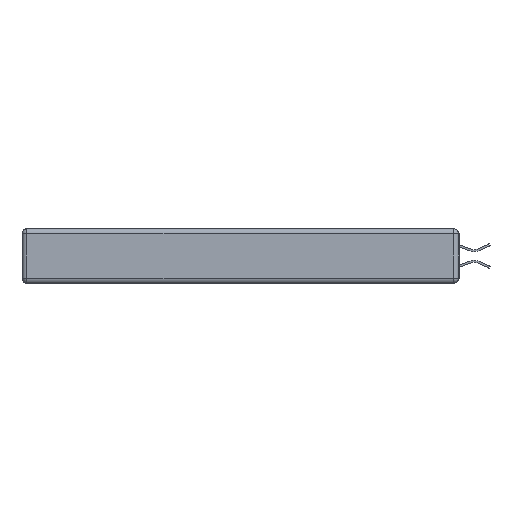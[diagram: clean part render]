
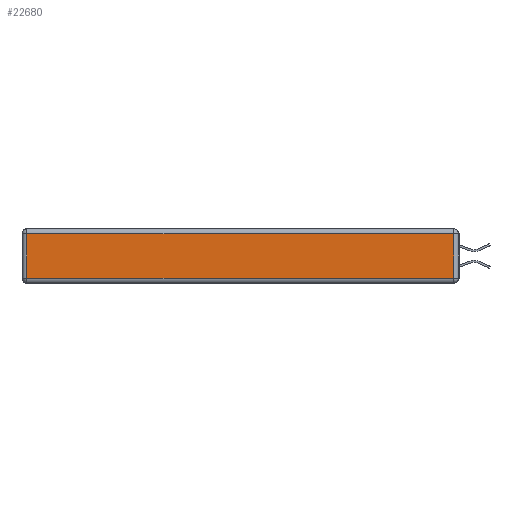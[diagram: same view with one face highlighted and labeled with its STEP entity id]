
A CAD part, left-side view. The second image highlights one B-rep face of the part: STEP entity #22680.
In plain terms, the highlighted planar face has unit normal (-1, 0, 0).
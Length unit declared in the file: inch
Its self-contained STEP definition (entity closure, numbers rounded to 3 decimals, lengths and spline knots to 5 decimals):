
#293 = CARTESIAN_POINT ( 'NONE',  ( 0., 0.03, -0.343 ) ) ;
#2070 = ORIENTED_EDGE ( 'NONE', *, *, #24920, .T. ) ;
#2737 = CARTESIAN_POINT ( 'NONE',  ( 0., 0., -0.343 ) ) ;
#3174 = VECTOR ( 'NONE', #32499, 39.37008 ) ;
#4227 = CARTESIAN_POINT ( 'NONE',  ( 0., 0.03, -0.03 ) ) ;
#4378 = FACE_OUTER_BOUND ( 'NONE', #22946, .T. ) ;
#5502 = AXIS2_PLACEMENT_3D ( 'NONE', #2737, #23466, #13050 ) ;
#5909 = LINE ( 'NONE', #32303, #9450 ) ;
#7504 = VERTEX_POINT ( 'NONE', #4227 ) ;
#8808 = EDGE_CURVE ( 'NONE', #31844, #7504, #16902, .T. ) ;
#9287 = CARTESIAN_POINT ( 'NONE',  ( 0., 2.72, -0.313 ) ) ;
#9450 = VECTOR ( 'NONE', #11899, 39.37008 ) ;
#10396 = CARTESIAN_POINT ( 'NONE',  ( 0., 2.72, -0.03 ) ) ;
#11899 = DIRECTION ( 'NONE',  ( 0., -1., 0. ) ) ;
#12176 = CARTESIAN_POINT ( 'NONE',  ( 0., 0.03, -0.313 ) ) ;
#12810 = ORIENTED_EDGE ( 'NONE', *, *, #22811, .T. ) ;
#12878 = VECTOR ( 'NONE', #18215, 39.37008 ) ;
#13050 = DIRECTION ( 'NONE',  ( 0., 0., 1. ) ) ;
#13092 = LINE ( 'NONE', #22603, #3174 ) ;
#13993 = VERTEX_POINT ( 'NONE', #10396 ) ;
#14849 = DIRECTION ( 'NONE',  ( 0., 1., 0. ) ) ;
#16902 = LINE ( 'NONE', #293, #12878 ) ;
#17388 = ORIENTED_EDGE ( 'NONE', *, *, #23747, .T. ) ;
#18215 = DIRECTION ( 'NONE',  ( 0., 0., 1. ) ) ;
#18944 = VECTOR ( 'NONE', #14849, 39.37008 ) ;
#20456 = CARTESIAN_POINT ( 'NONE',  ( 0., 2.75, -0.03 ) ) ;
#20913 = PLANE ( 'NONE',  #5502 ) ;
#21379 = ORIENTED_EDGE ( 'NONE', *, *, #8808, .T. ) ;
#22603 = CARTESIAN_POINT ( 'NONE',  ( 0., 2.72, -0.343 ) ) ;
#22680 = ADVANCED_FACE ( 'NONE', ( #4378 ), #20913, .T. ) ;
#22811 = EDGE_CURVE ( 'NONE', #13993, #31790, #13092, .T. ) ;
#22946 = EDGE_LOOP ( 'NONE', ( #17388, #21379, #2070, #12810 ) ) ;
#23466 = DIRECTION ( 'NONE',  ( -1., 0., 0. ) ) ;
#23747 = EDGE_CURVE ( 'NONE', #31790, #31844, #5909, .T. ) ;
#24920 = EDGE_CURVE ( 'NONE', #7504, #13993, #32590, .T. ) ;
#31790 = VERTEX_POINT ( 'NONE', #9287 ) ;
#31844 = VERTEX_POINT ( 'NONE', #12176 ) ;
#32303 = CARTESIAN_POINT ( 'NONE',  ( 0., 0., -0.313 ) ) ;
#32499 = DIRECTION ( 'NONE',  ( 0., 0., -1. ) ) ;
#32590 = LINE ( 'NONE', #20456, #18944 ) ;
